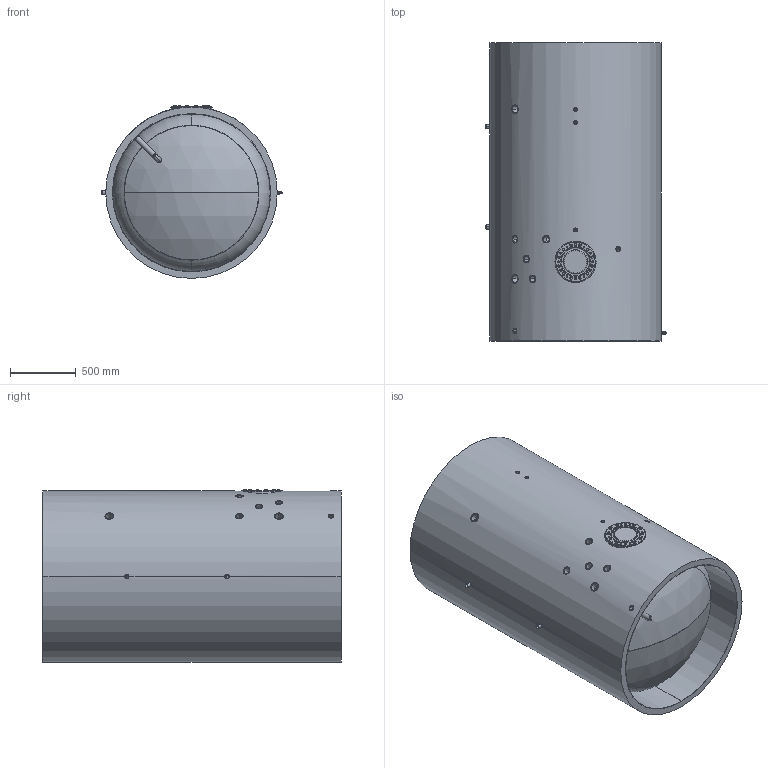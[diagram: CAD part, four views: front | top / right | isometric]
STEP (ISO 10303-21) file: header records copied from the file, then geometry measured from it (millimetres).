
FILE_DESCRIPTION (( 'STEP AP214' ), '1' );
FILE_NAME ('ÂÍ.2000.239.00.00 Âîäîíàãðåâàòåëü.STEP', '2022-01-21T16:00:44', ( 'suchkovdn' ), ( '' ), 'SwSTEP 2.0', 'SolidWorks 2018', '' );
FILE_SCHEMA (( 'AUTOMOTIVE_DESIGN' ));
Length unit declared in the file: millimetre
Products named in the file (52): Øàéáà_ïðóæèííàÿ_6402-70_ä12; 蟬.2000.239.00.01 挓毿骫罻_00; Áîëò ÃÎÑÒ Ð ÈÑÎ 4017_Œ12å30; 署赅 膻赅 300_00; 峦.2000.239.02.00 庆邋忤阓00; ﾗ襄鸙 蓁 瑙 315_00; ÂÍ.2000.239.01.03 Ïàòðóáîê_76å4-50; ÂÍ.2000.239.00.09 Îòâîä_90ø-38å4; ч蜱齁罻 1 1_2; ч蜱齁罻 30; ÂÍ.2000.239.03.02 Øòûðü_00; Ëþê 300_00; ÂÍ.2000.239.03.00 Ãðåáåíêà â ñáîðå_00; ÂÍ.2000.239.00.06 Ïàòðóáîê ñëèâà_42å3-200; Áîáûøêà G1_00; Èçîëÿöèÿ_00; ÂÍ.2000.239.03.00 Ãðåáåíêà â ñáîðå_01; Áîáûøêà ïîä òåðìîìåòð_00; ÂÍ.2000.239.00.04 Áîáûøêà âîçäóøíèê_34å4-160; ﾗ襄鸙 1310_00; 峦.2000.239.02.01 庆邋忤阓00; 呧蜦蠂駻00; ÂÍ.2000.239.00.02 Äíèùå âåðõíåå_850å4; 蟬.2000.239.01.00 昜闉趌00; Ïðîêëàäêà ëþêà 300_00; ч蜱齁罻 42; ч蜱齁罻 68; ÂÍ.2000.239.02.02 Ïàòðóáîê_42å3-200; Ãàéêà_Â_5915-70_Œ12; Áîáûøêà äëÿ ÒÝÍ (G1 1_2)_00; Îòâîä ÃÎÑÒ 17375-2001 (íåðæ.)_90ø-32å2,5; Ïàòðóáîê G1 1_2_34å4-160; 项牮桢 磬痼骓铄_00; 諘蜱齁罻 57; ÂÍ.2000.239.00.03 Äíèùå íèæíåå_850å4; ч蜱齁罻1_2; 蟬.2000.239.00.05 扻錪犩 縺膹馯膼嬅00; ч蜱齁罻 1; 淟檍瀖00; 峦.2000.239.00.07 彦瘘汔_懃囔 3-2-1_1 ...
Assembly tree (71 placements, depth 3):
  ﾗ襄鸙 蓁 瑙 315_00
  ч蜱齁罻 1 1_2
  ч蜱齁罻 30
  ﾗ襄鸙 1310_00
  呧蜦蠂駻00
Bounding box: 1367.65 x 2260 x 1311 mm (x, y, z)
Volume: 538771596.8 mm3; surface area: 52115336.7 mm2
Topology: 80 solids, 80 shells, 1115 faces, 2618 edges, 1677 vertices
Faces by surface type: plane 403, cylinder 390, cone 216, torus 72, sphere 20, bspline 14
Entity records: 153118 total; most frequent: CARTESIAN_POINT 138455, DIRECTION 2756, ORIENTED_EDGE 2542, EDGE_CURVE 1271, AXIS2_PLACEMENT_3D 1149, VERTEX_POINT 819, EDGE_LOOP 678, CIRCLE 577
